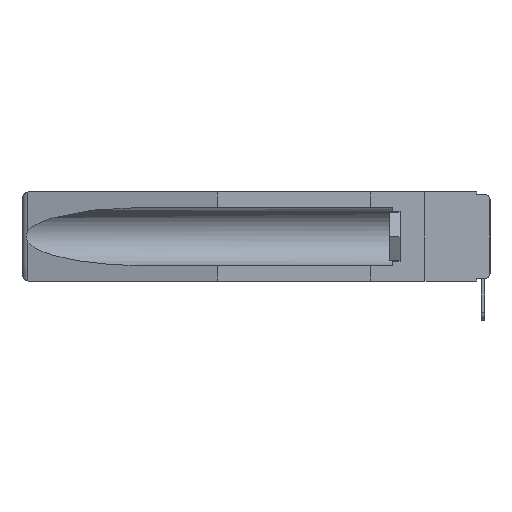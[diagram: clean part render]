
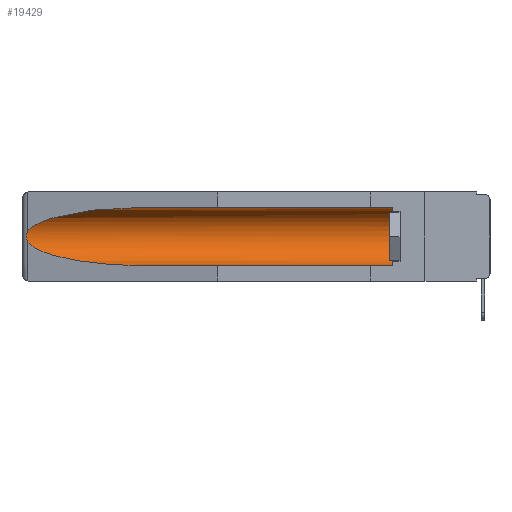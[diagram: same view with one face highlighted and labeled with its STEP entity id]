
A CAD part, left-side view. The second image highlights one B-rep face of the part: STEP entity #19429.
In plain terms, the highlighted cylindrical face has radius 2.857 mm (diameter 5.715 mm), a partial arc.
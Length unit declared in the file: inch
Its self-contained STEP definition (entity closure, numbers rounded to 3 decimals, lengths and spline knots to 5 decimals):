
#106 = CARTESIAN_POINT ( 'NONE',  ( 0.155, -0.30754, -0.059 ) ) ;
#1061 = CARTESIAN_POINT ( 'NONE',  ( 0.26537, 1.52718, -0.14972 ) ) ;
#1289 = CARTESIAN_POINT ( 'NONE',  ( 0.26597, 1.52961, -0.15275 ) ) ;
#1417 = CARTESIAN_POINT ( 'NONE',  ( 0.26537, 1.52718, -0.19328 ) ) ;
#1969 = CARTESIAN_POINT ( 'NONE',  ( 0.155, -0.30754, -0.1715 ) ) ;
#2186 = EDGE_CURVE ( 'NONE', #11514, #2831, #2519, .T. ) ;
#2453 = CARTESIAN_POINT ( 'NONE',  ( 0.21114, 1.30732, -0.284 ) ) ;
#2519 =( BOUNDED_CURVE ( )  B_SPLINE_CURVE ( 3, ( #4324, #13972, #2453, #4452 ),
 .UNSPECIFIED., .F., .T. ) 
 B_SPLINE_CURVE_WITH_KNOTS ( ( 4, 4 ),
 ( 0.1948, 1.5708 ),
 .UNSPECIFIED. ) 
 CURVE ( )  GEOMETRIC_REPRESENTATION_ITEM ( )  RATIONAL_B_SPLINE_CURVE ( ( 1., 0.848, 0.848, 1. ) ) 
 REPRESENTATION_ITEM ( '' )  );
#2831 = VERTEX_POINT ( 'NONE', #15629 ) ;
#2925 = CARTESIAN_POINT ( 'NONE',  ( 0.2673, 1.53269, -0.17917 ) ) ;
#3764 = EDGE_CURVE ( 'NONE', #8578, #4735, #4275, .T. ) ;
#4194 = ORIENTED_EDGE ( 'NONE', *, *, #22046, .T. ) ;
#4275 =( BOUNDED_CURVE ( )  B_SPLINE_CURVE ( 3, ( #5985, #13129, #9614, #7741 ),
 .UNSPECIFIED., .F., .T. ) 
 B_SPLINE_CURVE_WITH_KNOTS ( ( 4, 4 ),
 ( 4.71239, 6.08839 ),
 .UNSPECIFIED. ) 
 CURVE ( )  GEOMETRIC_REPRESENTATION_ITEM ( )  RATIONAL_B_SPLINE_CURVE ( ( 1., 0.848, 0.848, 1. ) ) 
 REPRESENTATION_ITEM ( '' )  );
#4324 = CARTESIAN_POINT ( 'NONE',  ( 0.26537, 1.52718, -0.19328 ) ) ;
#4452 = CARTESIAN_POINT ( 'NONE',  ( 0.155, 1.07973, -0.284 ) ) ;
#4514 = CARTESIAN_POINT ( 'NONE',  ( 0.155, -0.30754, -0.284 ) ) ;
#4735 = VERTEX_POINT ( 'NONE', #9414 ) ;
#5025 = EDGE_CURVE ( 'NONE', #11328, #2831, #17538, .T. ) ;
#5985 = CARTESIAN_POINT ( 'NONE',  ( 0.155, 1.07973, -0.059 ) ) ;
#6623 = AXIS2_PLACEMENT_3D ( 'NONE', #1969, #17373, #9616 ) ;
#7251 = CARTESIAN_POINT ( 'NONE',  ( 0.155, 0.126, -0.1715 ) ) ;
#7734 = DIRECTION ( 'NONE',  ( 0., 1., 0. ) ) ;
#7741 = CARTESIAN_POINT ( 'NONE',  ( 0.26537, 1.52718, -0.14972 ) ) ;
#8578 = VERTEX_POINT ( 'NONE', #18743 ) ;
#8670 = CARTESIAN_POINT ( 'NONE',  ( 0.2673, 1.5327, -0.16383 ) ) ;
#9024 = EDGE_CURVE ( 'NONE', #4735, #11514, #10808, .T. ) ;
#9414 = CARTESIAN_POINT ( 'NONE',  ( 0.26537, 1.52718, -0.14972 ) ) ;
#9500 = ORIENTED_EDGE ( 'NONE', *, *, #3764, .T. ) ;
#9607 = LINE ( 'NONE', #106, #13125 ) ;
#9614 = CARTESIAN_POINT ( 'NONE',  ( 0.25451, 1.48313, -0.09465 ) ) ;
#9616 = DIRECTION ( 'NONE',  ( 0., 0., 1. ) ) ;
#9661 = ORIENTED_EDGE ( 'NONE', *, *, #9892, .T. ) ;
#9734 = CYLINDRICAL_SURFACE ( 'NONE', #6623, 0.1125 ) ;
#9892 = EDGE_CURVE ( 'NONE', #11328, #19590, #13275, .T. ) ;
#10078 = AXIS2_PLACEMENT_3D ( 'NONE', #7251, #11386, #24662 ) ;
#10808 = B_SPLINE_CURVE_WITH_KNOTS ( 'NONE', 3,
 ( #1061, #1289, #21962, #8670, #12451, #12809, #2925, #12685, #20089, #1417 ),
 .UNSPECIFIED., .F., .F.,
 ( 4, 2, 2, 2, 4 ),
 ( 0., 0.00029, 0.00058, 0.00087, 0.00117 ),
 .UNSPECIFIED. ) ;
#10968 = ORIENTED_EDGE ( 'NONE', *, *, #9024, .T. ) ;
#11328 = VERTEX_POINT ( 'NONE', #17493 ) ;
#11386 = DIRECTION ( 'NONE',  ( 0., -1., 0. ) ) ;
#11514 = VERTEX_POINT ( 'NONE', #14481 ) ;
#12451 = CARTESIAN_POINT ( 'NONE',  ( 0.2675, 1.53308, -0.16763 ) ) ;
#12685 = CARTESIAN_POINT ( 'NONE',  ( 0.26655, 1.53094, -0.18657 ) ) ;
#12809 = CARTESIAN_POINT ( 'NONE',  ( 0.2675, 1.53308, -0.17534 ) ) ;
#13125 = VECTOR ( 'NONE', #7734, 39.37008 ) ;
#13129 = CARTESIAN_POINT ( 'NONE',  ( 0.21114, 1.30732, -0.059 ) ) ;
#13275 = CIRCLE ( 'NONE', #10078, 0.1125 ) ;
#13785 = DIRECTION ( 'NONE',  ( 0., 1., 0. ) ) ;
#13972 = CARTESIAN_POINT ( 'NONE',  ( 0.25451, 1.48313, -0.24835 ) ) ;
#14330 = EDGE_LOOP ( 'NONE', ( #9500, #10968, #23768, #14368, #9661, #4194 ) ) ;
#14368 = ORIENTED_EDGE ( 'NONE', *, *, #5025, .F. ) ;
#14481 = CARTESIAN_POINT ( 'NONE',  ( 0.26537, 1.52718, -0.19328 ) ) ;
#15629 = CARTESIAN_POINT ( 'NONE',  ( 0.155, 1.07973, -0.284 ) ) ;
#15986 = CARTESIAN_POINT ( 'NONE',  ( 0.155, 0.126, -0.059 ) ) ;
#17373 = DIRECTION ( 'NONE',  ( 0., 1., 0. ) ) ;
#17493 = CARTESIAN_POINT ( 'NONE',  ( 0.155, 0.126, -0.284 ) ) ;
#17538 = LINE ( 'NONE', #4514, #18192 ) ;
#18192 = VECTOR ( 'NONE', #13785, 39.37008 ) ;
#18743 = CARTESIAN_POINT ( 'NONE',  ( 0.155, 1.07973, -0.059 ) ) ;
#19429 = ADVANCED_FACE ( 'NONE', ( #19490 ), #9734, .F. ) ;
#19490 = FACE_OUTER_BOUND ( 'NONE', #14330, .T. ) ;
#19590 = VERTEX_POINT ( 'NONE', #15986 ) ;
#20089 = CARTESIAN_POINT ( 'NONE',  ( 0.26597, 1.5296, -0.19026 ) ) ;
#21962 = CARTESIAN_POINT ( 'NONE',  ( 0.26654, 1.53092, -0.15636 ) ) ;
#22046 = EDGE_CURVE ( 'NONE', #19590, #8578, #9607, .T. ) ;
#23768 = ORIENTED_EDGE ( 'NONE', *, *, #2186, .T. ) ;
#24662 = DIRECTION ( 'NONE',  ( 0., 0., 1. ) ) ;
